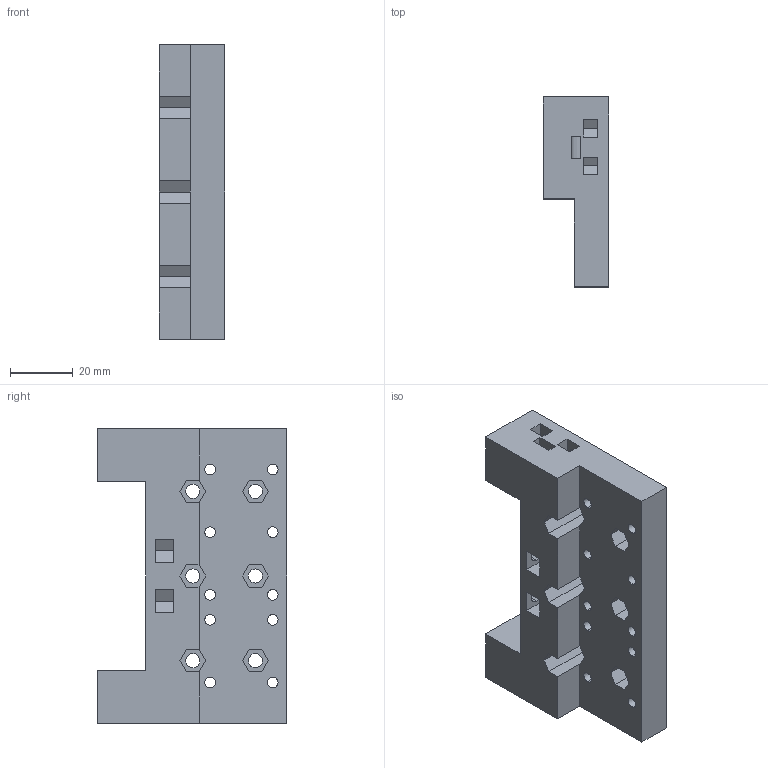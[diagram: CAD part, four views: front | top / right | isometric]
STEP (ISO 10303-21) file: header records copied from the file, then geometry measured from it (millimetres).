
FILE_DESCRIPTION (( 'STEP AP214' ), '1' );
FILE_NAME ('OA-Y30-P01-02.STEP', '2018-10-01T18:12:24', ( '' ), ( '' ), 'SwSTEP 2.0', 'SolidWorks 2014', '' );
FILE_SCHEMA (( 'AUTOMOTIVE_DESIGN' ));
Length unit declared in the file: millimetre
Products named in the file (1): OA-Y30-P01-02
Bounding box: 21 x 60.5 x 94 mm (x, y, z)
Volume: 64317.5 mm3; surface area: 21956 mm2
Topology: 1 solids, 1 shells, 285 faces, 740 edges, 480 vertices
Faces by surface type: plane 185, cylinder 100
Entity records: 8852 total; most frequent: DIRECTION 1552, CARTESIAN_POINT 1506, ORIENTED_EDGE 1480, EDGE_CURVE 740, AXIS2_PLACEMENT_3D 526, VECTOR 500, LINE 500, VERTEX_POINT 480
